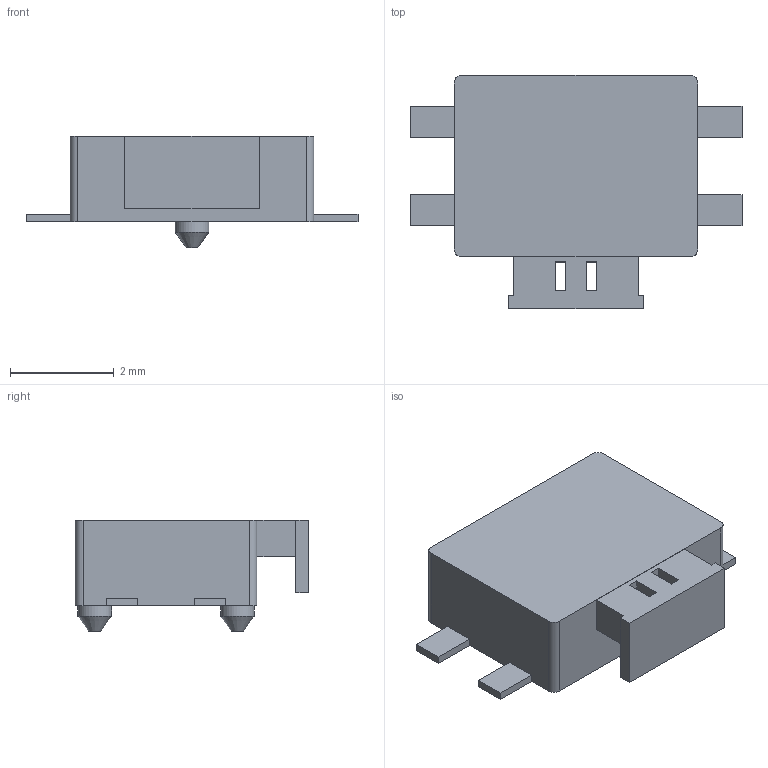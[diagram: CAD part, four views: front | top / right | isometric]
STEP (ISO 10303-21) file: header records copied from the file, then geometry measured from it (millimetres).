
FILE_DESCRIPTION(/* description */ (''),/* implementation_level */ '2;1');
FILE_NAME(/* name */ 'EVQPUL02K.step',/* time_stamp */ '2020-03-06T17:11:58+00:00',/* author */ (''),/* organization */ (''),/* preprocessor_version */ 'ST-DEVELOPER v18',/* originating_system */ 'Autodesk Translation Framework v8.12.0.6',/* authorisation */ '');
FILE_SCHEMA (('AUTOMOTIVE_DESIGN { 1 0 10303 214 3 1 1 }'));
Length unit declared in the file: millimetre
Products named in the file (1): EVQPUL02K
Bounding box: 6.4 x 4.5 x 2.15 mm (x, y, z)
Volume: 29.7 mm3; surface area: 82.2 mm2
Topology: 6 solids, 6 shells, 58 faces, 130 edges, 86 vertices
Faces by surface type: plane 50, cylinder 6, cone 2
Full cylindrical faces by diameter (mm): 0.65 x2
Entity records: 1657 total; most frequent: CARTESIAN_POINT 275, DIRECTION 262, ORIENTED_EDGE 260, EDGE_CURVE 130, LINE 116, VECTOR 116, VERTEX_POINT 86, AXIS2_PLACEMENT_3D 73
